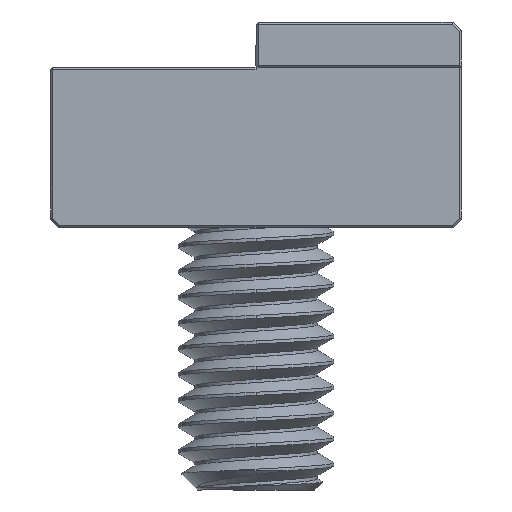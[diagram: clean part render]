
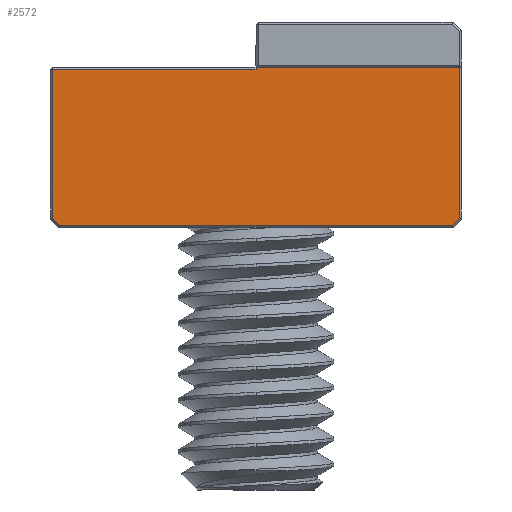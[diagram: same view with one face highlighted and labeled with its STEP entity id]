
A CAD part, left-side view. The second image highlights one B-rep face of the part: STEP entity #2572.
In plain terms, the highlighted planar face has unit normal (-1, 0, 0).
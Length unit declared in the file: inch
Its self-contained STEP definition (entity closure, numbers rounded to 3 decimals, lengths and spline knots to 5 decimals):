
#33 = VERTEX_POINT ( 'NONE', #1192 ) ;
#53 = VECTOR ( 'NONE', #3100, 39.37008 ) ;
#66 = CARTESIAN_POINT ( 'NONE',  ( -0.25, 0.2475, 0.0675 ) ) ;
#211 = VERTEX_POINT ( 'NONE', #3879 ) ;
#224 = EDGE_CURVE ( 'NONE', #5627, #211, #3901, .T. ) ;
#268 = DIRECTION ( 'NONE',  ( 0., 1., 0. ) ) ;
#418 = EDGE_CURVE ( 'NONE', #4944, #5167, #4235, .T. ) ;
#456 = DIRECTION ( 'NONE',  ( 0., 0., -1. ) ) ;
#487 = VERTEX_POINT ( 'NONE', #2524 ) ;
#533 = LINE ( 'NONE', #1336, #3968 ) ;
#667 = CARTESIAN_POINT ( 'NONE',  ( -0.25, 0., 0.0725 ) ) ;
#670 = ORIENTED_EDGE ( 'NONE', *, *, #1854, .T. ) ;
#746 = DIRECTION ( 'NONE',  ( 0., 0.707, 0.707 ) ) ;
#767 = VERTEX_POINT ( 'NONE', #5087 ) ;
#833 = ORIENTED_EDGE ( 'NONE', *, *, #4112, .T. ) ;
#922 = DIRECTION ( 'NONE',  ( 0., -1., 0. ) ) ;
#959 = ORIENTED_EDGE ( 'NONE', *, *, #2156, .T. ) ;
#1032 = CARTESIAN_POINT ( 'NONE',  ( -0.25, -0.25, 0.07 ) ) ;
#1192 = CARTESIAN_POINT ( 'NONE',  ( -0.25, 0.23896, -0.1225 ) ) ;
#1300 = CARTESIAN_POINT ( 'NONE',  ( -0.25, -0.25, 0.07 ) ) ;
#1336 = CARTESIAN_POINT ( 'NONE',  ( -0.25, -0.25, -0.1225 ) ) ;
#1599 = CARTESIAN_POINT ( 'NONE',  ( -0.25, -0.34073, -0.02073 ) ) ;
#1854 = EDGE_CURVE ( 'NONE', #33, #767, #533, .T. ) ;
#1908 = ORIENTED_EDGE ( 'NONE', *, *, #3588, .T. ) ;
#2142 = EDGE_LOOP ( 'NONE', ( #833, #4702, #2628, #1908, #2688, #4640, #670, #3622, #959 ) ) ;
#2156 = EDGE_CURVE ( 'NONE', #487, #4690, #3925, .T. ) ;
#2191 = PLANE ( 'NONE',  #3099 ) ;
#2439 = EDGE_CURVE ( 'NONE', #4160, #5627, #4135, .T. ) ;
#2451 = CARTESIAN_POINT ( 'NONE',  ( -0.25, -0.25, 0.0675 ) ) ;
#2524 = CARTESIAN_POINT ( 'NONE',  ( -0.25, -0.2475, -0.11396 ) ) ;
#2569 = EDGE_CURVE ( 'NONE', #5167, #33, #2617, .T. ) ;
#2572 = ADVANCED_FACE ( 'NONE', ( #5207 ), #2191, .F. ) ;
#2617 = LINE ( 'NONE', #5411, #4922 ) ;
#2628 = ORIENTED_EDGE ( 'NONE', *, *, #224, .T. ) ;
#2641 = DIRECTION ( 'NONE',  ( 0., -0.707, -0.707 ) ) ;
#2688 = ORIENTED_EDGE ( 'NONE', *, *, #418, .T. ) ;
#2695 = DIRECTION ( 'NONE',  ( 0., 0., -1. ) ) ;
#2711 = CARTESIAN_POINT ( 'NONE',  ( -0.25, 0.2475, 0.07 ) ) ;
#2712 = CARTESIAN_POINT ( 'NONE',  ( -0.25, -0.2475, 0.07 ) ) ;
#2899 = VECTOR ( 'NONE', #746, 39.37008 ) ;
#2904 = VECTOR ( 'NONE', #268, 39.37008 ) ;
#2938 = LINE ( 'NONE', #1032, #5249 ) ;
#3099 = AXIS2_PLACEMENT_3D ( 'NONE', #1300, #3114, #456 ) ;
#3100 = DIRECTION ( 'NONE',  ( 0., 0., -1. ) ) ;
#3114 = DIRECTION ( 'NONE',  ( 1., 0., 0. ) ) ;
#3182 = EDGE_CURVE ( 'NONE', #767, #487, #5569, .T. ) ;
#3284 = CARTESIAN_POINT ( 'NONE',  ( -0.25, 0., 0.07 ) ) ;
#3588 = EDGE_CURVE ( 'NONE', #211, #4944, #5209, .T. ) ;
#3622 = ORIENTED_EDGE ( 'NONE', *, *, #3182, .T. ) ;
#3623 = VECTOR ( 'NONE', #5008, 39.37008 ) ;
#3879 = CARTESIAN_POINT ( 'NONE',  ( -0.25, 0., 0.0675 ) ) ;
#3901 = LINE ( 'NONE', #3284, #53 ) ;
#3925 = LINE ( 'NONE', #2712, #3623 ) ;
#3968 = VECTOR ( 'NONE', #922, 39.37008 ) ;
#4112 = EDGE_CURVE ( 'NONE', #4690, #4160, #2938, .T. ) ;
#4135 = LINE ( 'NONE', #5718, #2899 ) ;
#4160 = VERTEX_POINT ( 'NONE', #5158 ) ;
#4235 = LINE ( 'NONE', #2711, #4398 ) ;
#4398 = VECTOR ( 'NONE', #2695, 39.37008 ) ;
#4544 = CARTESIAN_POINT ( 'NONE',  ( -0.25, -0.2475, 0.07 ) ) ;
#4640 = ORIENTED_EDGE ( 'NONE', *, *, #2569, .T. ) ;
#4657 = DIRECTION ( 'NONE',  ( 0., 1., 0. ) ) ;
#4690 = VERTEX_POINT ( 'NONE', #4544 ) ;
#4702 = ORIENTED_EDGE ( 'NONE', *, *, #2439, .T. ) ;
#4801 = DIRECTION ( 'NONE',  ( 0., -0.707, 0.707 ) ) ;
#4922 = VECTOR ( 'NONE', #2641, 39.37008 ) ;
#4944 = VERTEX_POINT ( 'NONE', #66 ) ;
#5008 = DIRECTION ( 'NONE',  ( 0., 0., 1. ) ) ;
#5087 = CARTESIAN_POINT ( 'NONE',  ( -0.25, -0.23896, -0.1225 ) ) ;
#5158 = CARTESIAN_POINT ( 'NONE',  ( -0.25, -0.0025, 0.07 ) ) ;
#5167 = VERTEX_POINT ( 'NONE', #5325 ) ;
#5207 = FACE_OUTER_BOUND ( 'NONE', #2142, .T. ) ;
#5209 = LINE ( 'NONE', #2451, #2904 ) ;
#5249 = VECTOR ( 'NONE', #4657, 39.37008 ) ;
#5325 = CARTESIAN_POINT ( 'NONE',  ( -0.25, 0.2475, -0.11396 ) ) ;
#5411 = CARTESIAN_POINT ( 'NONE',  ( -0.25, 0.09073, -0.27073 ) ) ;
#5448 = VECTOR ( 'NONE', #4801, 39.37008 ) ;
#5569 = LINE ( 'NONE', #1599, #5448 ) ;
#5627 = VERTEX_POINT ( 'NONE', #667 ) ;
#5718 = CARTESIAN_POINT ( 'NONE',  ( -0.25, -0.12625, -0.05375 ) ) ;
